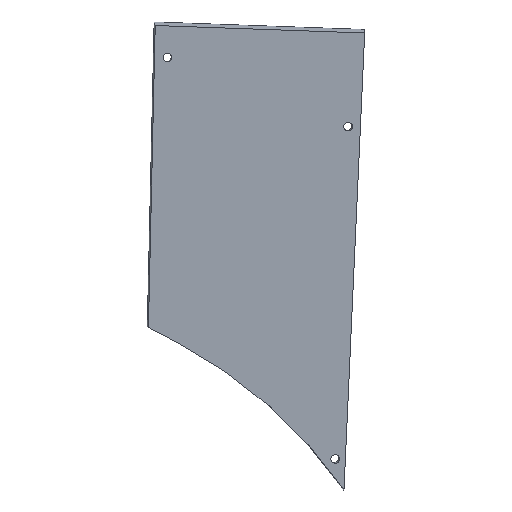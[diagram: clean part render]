
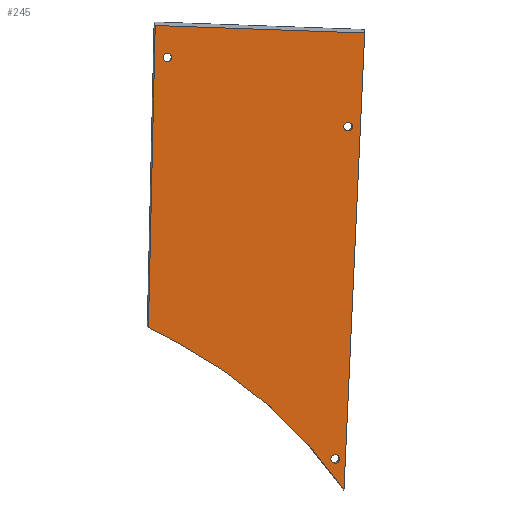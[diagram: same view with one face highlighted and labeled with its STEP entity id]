
A CAD part, top view. The second image highlights one B-rep face of the part: STEP entity #245.
In plain terms, the highlighted planar face has unit normal (0.131, -0.115, 0.985).
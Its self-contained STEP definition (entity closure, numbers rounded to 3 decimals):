
#26=FACE_BOUND('',#49,.T.);
#27=FACE_BOUND('',#50,.T.);
#28=FACE_BOUND('',#51,.T.);
#31=FACE_OUTER_BOUND('',#48,.T.);
#48=EDGE_LOOP('',(#183,#184,#185,#186,#187,#188));
#49=EDGE_LOOP('',(#189));
#50=EDGE_LOOP('',(#190));
#51=EDGE_LOOP('',(#191));
#67=CIRCLE('',#278,112.35);
#68=CIRCLE('',#279,1.);
#69=CIRCLE('',#280,1.);
#70=CIRCLE('',#281,1.);
#80=LINE('',#396,#101);
#82=LINE('',#400,#103);
#83=LINE('',#402,#104);
#84=LINE('',#406,#105);
#85=LINE('',#407,#106);
#101=VECTOR('',#317,10.);
#103=VECTOR('',#321,10.);
#104=VECTOR('',#322,10.);
#105=VECTOR('',#325,10.);
#106=VECTOR('',#326,10.);
#125=VERTEX_POINT('',#393);
#126=VERTEX_POINT('',#395);
#127=VERTEX_POINT('',#399);
#128=VERTEX_POINT('',#401);
#129=VERTEX_POINT('',#403);
#130=VERTEX_POINT('',#405);
#131=VERTEX_POINT('',#408);
#132=VERTEX_POINT('',#410);
#133=VERTEX_POINT('',#412);
#147=EDGE_CURVE('',#126,#125,#80,.T.);
#149=EDGE_CURVE('',#125,#127,#82,.F.);
#150=EDGE_CURVE('',#127,#128,#83,.F.);
#151=EDGE_CURVE('',#128,#129,#67,.F.);
#152=EDGE_CURVE('',#130,#129,#84,.F.);
#153=EDGE_CURVE('',#130,#126,#85,.T.);
#154=EDGE_CURVE('',#131,#131,#68,.T.);
#155=EDGE_CURVE('',#132,#132,#69,.T.);
#156=EDGE_CURVE('',#133,#133,#70,.T.);
#183=ORIENTED_EDGE('',*,*,#147,.T.);
#184=ORIENTED_EDGE('',*,*,#149,.T.);
#185=ORIENTED_EDGE('',*,*,#150,.T.);
#186=ORIENTED_EDGE('',*,*,#151,.T.);
#187=ORIENTED_EDGE('',*,*,#152,.F.);
#188=ORIENTED_EDGE('',*,*,#153,.T.);
#189=ORIENTED_EDGE('',*,*,#154,.T.);
#190=ORIENTED_EDGE('',*,*,#155,.F.);
#191=ORIENTED_EDGE('',*,*,#156,.F.);
#238=PLANE('',#277);
#245=ADVANCED_FACE('',(#31,#26,#27,#28),#238,.F.);
#277=AXIS2_PLACEMENT_3D('',#398,#319,#320);
#278=AXIS2_PLACEMENT_3D('',#404,#323,#324);
#279=AXIS2_PLACEMENT_3D('',#409,#327,#328);
#280=AXIS2_PLACEMENT_3D('',#411,#329,#330);
#281=AXIS2_PLACEMENT_3D('',#413,#331,#332);
#317=DIRECTION('',(-0.022,-0.993,-0.113));
#319=DIRECTION('center_axis',(-0.131,0.115,-0.985));
#320=DIRECTION('ref_axis',(-0.99,0.035,0.135));
#321=DIRECTION('',(-0.874,0.456,0.169));
#322=DIRECTION('',(-0.872,0.459,0.169));
#323=DIRECTION('center_axis',(0.131,-0.115,0.985));
#324=DIRECTION('ref_axis',(0.347,0.936,0.063));
#325=DIRECTION('',(0.045,0.993,0.11));
#326=DIRECTION('',(-0.99,0.035,0.136));
#327=DIRECTION('center_axis',(-0.131,0.115,-0.985));
#328=DIRECTION('ref_axis',(-0.991,0.,0.132));
#329=DIRECTION('center_axis',(0.131,-0.115,0.985));
#330=DIRECTION('ref_axis',(0.987,-0.076,-0.14));
#331=DIRECTION('center_axis',(0.131,-0.115,0.985));
#332=DIRECTION('ref_axis',(0.987,-0.076,-0.14));
#393=CARTESIAN_POINT('',(-207.048,46.463,-1.796));
#395=CARTESIAN_POINT('',(-205.482,116.239,6.124));
#396=CARTESIAN_POINT('',(-206.041,91.342,3.298));
#398=CARTESIAN_POINT('Origin',(-156.629,119.487,0.017));
#399=CARTESIAN_POINT('',(-200.738,43.173,-3.017));
#400=CARTESIAN_POINT('',(-199.934,42.753,-3.172));
#401=CARTESIAN_POINT('',(-200.572,43.085,-3.049));
#402=CARTESIAN_POINT('',(-199.364,42.45,-3.283));
#403=CARTESIAN_POINT('',(-161.846,8.898,-12.172));
#404=CARTESIAN_POINT('Origin',(-253.501,-55.914,-7.554));
#405=CARTESIAN_POINT('',(-157.053,114.528,-0.504));
#406=CARTESIAN_POINT('',(-157.456,105.644,-1.486));
#407=CARTESIAN_POINT('',(-168.393,114.928,1.048));
#408=CARTESIAN_POINT('',(-201.674,108.878,4.761));
#409=CARTESIAN_POINT('Origin',(-202.665,108.878,4.893));
#410=CARTESIAN_POINT('',(-161.872,92.943,-2.379));
#411=CARTESIAN_POINT('Origin',(-160.885,92.867,-2.519));
#412=CARTESIAN_POINT('',(-164.858,16.138,-10.929));
#413=CARTESIAN_POINT('Origin',(-163.87,16.062,-11.069));
